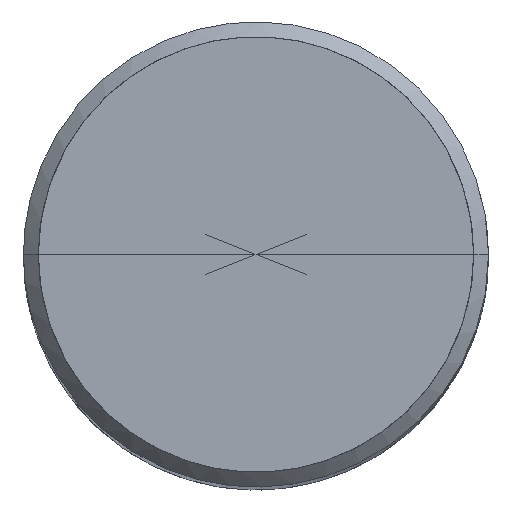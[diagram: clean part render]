
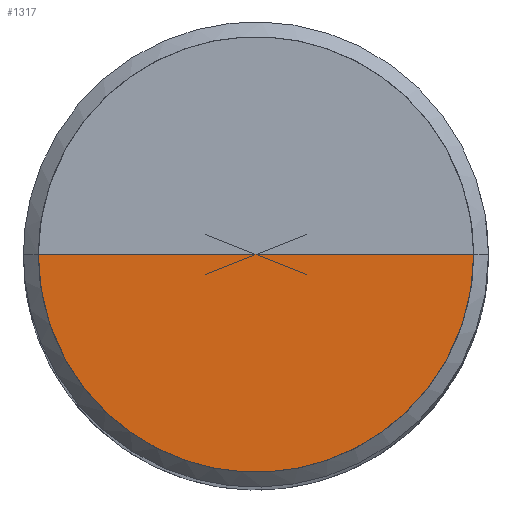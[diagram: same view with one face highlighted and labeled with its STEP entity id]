
A CAD part, top view. The second image highlights one B-rep face of the part: STEP entity #1317.
In plain terms, the highlighted free-form (B-spline) face has degree [1, 2] with [2, 5] control points.
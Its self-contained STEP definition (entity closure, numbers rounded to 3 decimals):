
#964=CARTESIAN_POINT('',(11.7,0.0,84.0));
#968=CARTESIAN_POINT('',(-11.7,0.0,84.0));
#969=CARTESIAN_POINT('',(0.0,0.0,84.0));
#976=CARTESIAN_POINT('',(-11.7,-11.7,84.0));
#977=CARTESIAN_POINT('',(0.0,-11.7,84.0));
#978=CARTESIAN_POINT('',(11.7,-11.7,84.0));
#1302=(
BOUNDED_SURFACE()
B_SPLINE_SURFACE(1,2,(
(#968,#976,#977,#978,#964),
(#969,#969,#969,#969,#969)
), .UNSPECIFIED.,.F.,.F.,.F.)
B_SPLINE_SURFACE_WITH_KNOTS((2,2),(3,2,3),(
0.0,1.0),(
0.0,0.5,1.0), .UNSPECIFIED.)
GEOMETRIC_REPRESENTATION_ITEM()
RATIONAL_B_SPLINE_SURFACE(((1.0,0.707,1.0,0.707,1.0),
(1.0,0.707,1.0,0.707,1.0)
))
REPRESENTATION_ITEM('')
SURFACE()
);
#1303=(
BOUNDED_CURVE()
B_SPLINE_CURVE(1,(#969,#964),.UNSPECIFIED.,.F.,.F.)
B_SPLINE_CURVE_WITH_KNOTS((2,2),
(0.0,1.0),.UNSPECIFIED.)
CURVE()
GEOMETRIC_REPRESENTATION_ITEM()
RATIONAL_B_SPLINE_CURVE((1.0,1.0))
REPRESENTATION_ITEM('')
);
#1304=(
BOUNDED_CURVE()
B_SPLINE_CURVE(2,(#964,#978,#977,#976,#968),.UNSPECIFIED.,.F.,.F.)
B_SPLINE_CURVE_WITH_KNOTS((3,2,3),
(0.0,0.5,1.0),.UNSPECIFIED.)
CURVE()
GEOMETRIC_REPRESENTATION_ITEM()
RATIONAL_B_SPLINE_CURVE((1.0,0.707,1.0,0.707,1.0))
REPRESENTATION_ITEM('')
);
#1305=(
BOUNDED_CURVE()
B_SPLINE_CURVE(1,(#968,#969),.UNSPECIFIED.,.F.,.F.)
B_SPLINE_CURVE_WITH_KNOTS((2,2),
(0.0,1.0),.UNSPECIFIED.)
CURVE()
GEOMETRIC_REPRESENTATION_ITEM()
RATIONAL_B_SPLINE_CURVE((1.0,1.0))
REPRESENTATION_ITEM('')
);
#1306=VERTEX_POINT('',#964);
#1307=VERTEX_POINT('',#968);
#1308=VERTEX_POINT('',#969);
#1309=EDGE_CURVE('',#1308,#1306,#1303,.T.);
#1310=EDGE_CURVE('',#1306,#1307,#1304,.T.);
#1311=EDGE_CURVE('',#1307,#1308,#1305,.T.);
#1312=ORIENTED_EDGE('',*,*,#1309,.T.);
#1313=ORIENTED_EDGE('',*,*,#1310,.T.);
#1314=ORIENTED_EDGE('',*,*,#1311,.T.);
#1315=EDGE_LOOP('',(#1312,#1313,#1314));
#1316=FACE_OUTER_BOUND('',#1315,.T.);
#1317=ADVANCED_FACE('',(#1316),#1302,.T.);
